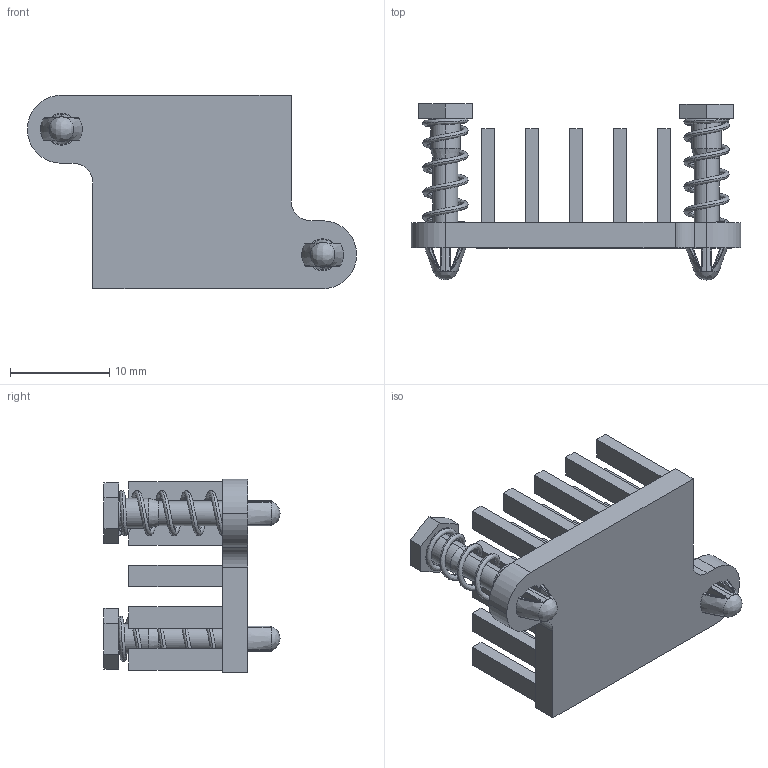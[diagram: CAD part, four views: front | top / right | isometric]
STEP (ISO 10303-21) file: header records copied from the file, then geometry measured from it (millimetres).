
FILE_DESCRIPTION (( 'STEP AP214' ), '1' );
FILE_NAME ('19x19.960-19-12-S-AB-0.STEP', '2018-09-29T21:16:02', ( '' ), ( '' ), 'SwSTEP 2.0', 'SolidWorks 2018', '' );
FILE_SCHEMA (( 'AUTOMOTIVE_DESIGN' ));
Length unit declared in the file: millimetre
Products named in the file (4): 19mm_base_19x12 side ears; 19x19.960-19-12-S-AB-0; Spring_C0180-022-0440-M; 103904
Assembly tree (5 placements, depth 2):
  19x19.960-19-12-S-AB-0
    19mm_base_19x12 side ears
    103904  x2
    Spring_C0180-022-0440-M  x2
Bounding box: 33.18 x 17.75 x 19.5 mm (x, y, z)
Volume: 2088.1 mm3; surface area: 3575.3 mm2
Topology: 5 solids, 5 shells, 316 faces, 773 edges, 494 vertices
Faces by surface type: plane 201, bspline 58, cylinder 49, cone 8
Entity records: 8883 total; most frequent: CARTESIAN_POINT 3576, ORIENTED_EDGE 1118, DIRECTION 953, EDGE_CURVE 559, VECTOR 419, LINE 419, VERTEX_POINT 362, AXIS2_PLACEMENT_3D 267
